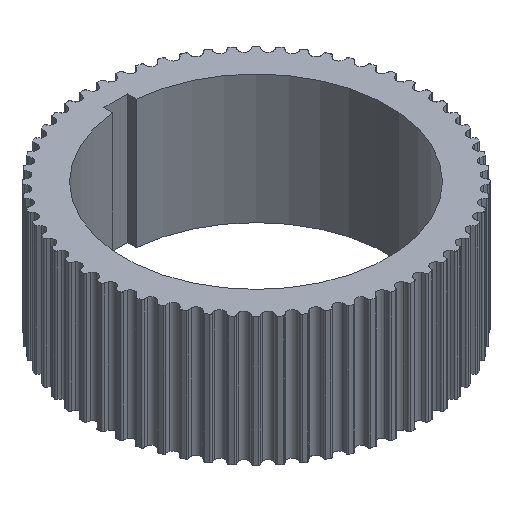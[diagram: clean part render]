
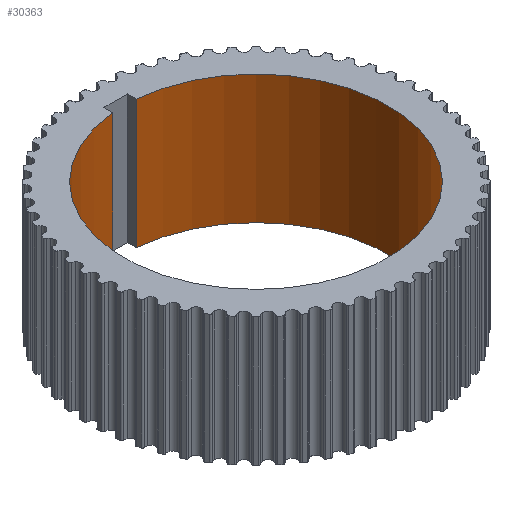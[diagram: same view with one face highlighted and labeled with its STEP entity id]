
A CAD part, isometric view. The second image highlights one B-rep face of the part: STEP entity #30363.
In plain terms, the highlighted cylindrical face has radius 22.55 mm (diameter 45.1 mm), a partial arc.
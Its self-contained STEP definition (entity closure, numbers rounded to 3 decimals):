
#73 = PLANE('',#74);
#74 = AXIS2_PLACEMENT_3D('',#75,#76,#77);
#75 = CARTESIAN_POINT('',(0.,0.,22.));
#76 = DIRECTION('',(0.,0.,1.));
#77 = DIRECTION('',(1.,0.,0.));
#128 = PLANE('',#129);
#129 = AXIS2_PLACEMENT_3D('',#130,#131,#132);
#130 = CARTESIAN_POINT('',(0.,0.,0.));
#131 = DIRECTION('',(0.,0.,1.));
#132 = DIRECTION('',(1.,0.,0.));
#11308 = EDGE_CURVE('',#11309,#11311,#11313,.T.);
#11309 = VERTEX_POINT('',#11310);
#11310 = CARTESIAN_POINT('',(-2.,22.461,0.));
#11311 = VERTEX_POINT('',#11312);
#11312 = CARTESIAN_POINT('',(2.,22.461,0.));
#11313 = SURFACE_CURVE('',#11314,(#11319,#11326),.PCURVE_S1.);
#11314 = CIRCLE('',#11315,22.55);
#11315 = AXIS2_PLACEMENT_3D('',#11316,#11317,#11318);
#11316 = CARTESIAN_POINT('',(0.,0.,0.));
#11317 = DIRECTION('',(0.,0.,1.));
#11318 = DIRECTION('',(1.,0.,-0.));
#11319 = PCURVE('',#128,#11320);
#11320 = DEFINITIONAL_REPRESENTATION('',(#11321),#11325);
#11321 = CIRCLE('',#11322,22.55);
#11322 = AXIS2_PLACEMENT_2D('',#11323,#11324);
#11323 = CARTESIAN_POINT('',(0.,0.));
#11324 = DIRECTION('',(1.,0.));
#11325 = ( GEOMETRIC_REPRESENTATION_CONTEXT(2) 
PARAMETRIC_REPRESENTATION_CONTEXT() REPRESENTATION_CONTEXT('2D SPACE',''
  ) );
#11326 = PCURVE('',#11327,#11332);
#11327 = CYLINDRICAL_SURFACE('',#11328,22.55);
#11328 = AXIS2_PLACEMENT_3D('',#11329,#11330,#11331);
#11329 = CARTESIAN_POINT('',(0.,0.,27.));
#11330 = DIRECTION('',(0.,0.,1.));
#11331 = DIRECTION('',(1.,0.,-0.));
#11332 = DEFINITIONAL_REPRESENTATION('',(#11333),#11337);
#11333 = LINE('',#11334,#11335);
#11334 = CARTESIAN_POINT('',(0.,-27.));
#11335 = VECTOR('',#11336,1.);
#11336 = DIRECTION('',(1.,0.));
#11337 = ( GEOMETRIC_REPRESENTATION_CONTEXT(2) 
PARAMETRIC_REPRESENTATION_CONTEXT() REPRESENTATION_CONTEXT('2D SPACE',''
  ) );
#11355 = PLANE('',#11356);
#11356 = AXIS2_PLACEMENT_3D('',#11357,#11358,#11359);
#11357 = CARTESIAN_POINT('',(-2.,22.461,27.));
#11358 = DIRECTION('',(1.,0.,0.));
#11359 = DIRECTION('',(-0.,1.,0.));
#11409 = PLANE('',#11410);
#11410 = AXIS2_PLACEMENT_3D('',#11411,#11412,#11413);
#11411 = CARTESIAN_POINT('',(2.,24.,27.));
#11412 = DIRECTION('',(-1.,0.,0.));
#11413 = DIRECTION('',(0.,-1.,0.));
#20652 = EDGE_CURVE('',#20653,#20655,#20657,.T.);
#20653 = VERTEX_POINT('',#20654);
#20654 = CARTESIAN_POINT('',(-2.,22.461,22.));
#20655 = VERTEX_POINT('',#20656);
#20656 = CARTESIAN_POINT('',(2.,22.461,22.));
#20657 = SURFACE_CURVE('',#20658,(#20663,#20670),.PCURVE_S1.);
#20658 = CIRCLE('',#20659,22.55);
#20659 = AXIS2_PLACEMENT_3D('',#20660,#20661,#20662);
#20660 = CARTESIAN_POINT('',(0.,0.,22.));
#20661 = DIRECTION('',(0.,0.,1.));
#20662 = DIRECTION('',(1.,0.,-0.));
#20663 = PCURVE('',#73,#20664);
#20664 = DEFINITIONAL_REPRESENTATION('',(#20665),#20669);
#20665 = CIRCLE('',#20666,22.55);
#20666 = AXIS2_PLACEMENT_2D('',#20667,#20668);
#20667 = CARTESIAN_POINT('',(0.,0.));
#20668 = DIRECTION('',(1.,0.));
#20669 = ( GEOMETRIC_REPRESENTATION_CONTEXT(2) 
PARAMETRIC_REPRESENTATION_CONTEXT() REPRESENTATION_CONTEXT('2D SPACE',''
  ) );
#20670 = PCURVE('',#11327,#20671);
#20671 = DEFINITIONAL_REPRESENTATION('',(#20672),#20676);
#20672 = LINE('',#20673,#20674);
#20673 = CARTESIAN_POINT('',(0.,-5.));
#20674 = VECTOR('',#20675,1.);
#20675 = DIRECTION('',(1.,0.));
#20676 = ( GEOMETRIC_REPRESENTATION_CONTEXT(2) 
PARAMETRIC_REPRESENTATION_CONTEXT() REPRESENTATION_CONTEXT('2D SPACE',''
  ) );
#30363 = ADVANCED_FACE('',(#30364),#11327,.F.);
#30364 = FACE_BOUND('',#30365,.F.);
#30365 = EDGE_LOOP('',(#30366,#30367,#30388,#30389));
#30366 = ORIENTED_EDGE('',*,*,#20652,.F.);
#30367 = ORIENTED_EDGE('',*,*,#30368,.T.);
#30368 = EDGE_CURVE('',#20653,#11309,#30369,.T.);
#30369 = SURFACE_CURVE('',#30370,(#30374,#30381),.PCURVE_S1.);
#30370 = LINE('',#30371,#30372);
#30371 = CARTESIAN_POINT('',(-2.,22.461,27.));
#30372 = VECTOR('',#30373,1.);
#30373 = DIRECTION('',(-0.,-0.,-1.));
#30374 = PCURVE('',#11327,#30375);
#30375 = DEFINITIONAL_REPRESENTATION('',(#30376),#30380);
#30376 = LINE('',#30377,#30378);
#30377 = CARTESIAN_POINT('',(1.66,0.));
#30378 = VECTOR('',#30379,1.);
#30379 = DIRECTION('',(0.,-1.));
#30380 = ( GEOMETRIC_REPRESENTATION_CONTEXT(2) 
PARAMETRIC_REPRESENTATION_CONTEXT() REPRESENTATION_CONTEXT('2D SPACE',''
  ) );
#30381 = PCURVE('',#11355,#30382);
#30382 = DEFINITIONAL_REPRESENTATION('',(#30383),#30387);
#30383 = LINE('',#30384,#30385);
#30384 = CARTESIAN_POINT('',(0.,0.));
#30385 = VECTOR('',#30386,1.);
#30386 = DIRECTION('',(0.,-1.));
#30387 = ( GEOMETRIC_REPRESENTATION_CONTEXT(2) 
PARAMETRIC_REPRESENTATION_CONTEXT() REPRESENTATION_CONTEXT('2D SPACE',''
  ) );
#30388 = ORIENTED_EDGE('',*,*,#11308,.T.);
#30389 = ORIENTED_EDGE('',*,*,#30390,.F.);
#30390 = EDGE_CURVE('',#20655,#11311,#30391,.T.);
#30391 = SURFACE_CURVE('',#30392,(#30396,#30403),.PCURVE_S1.);
#30392 = LINE('',#30393,#30394);
#30393 = CARTESIAN_POINT('',(2.,22.461,27.));
#30394 = VECTOR('',#30395,1.);
#30395 = DIRECTION('',(-0.,-0.,-1.));
#30396 = PCURVE('',#11327,#30397);
#30397 = DEFINITIONAL_REPRESENTATION('',(#30398),#30402);
#30398 = LINE('',#30399,#30400);
#30399 = CARTESIAN_POINT('',(7.765,0.));
#30400 = VECTOR('',#30401,1.);
#30401 = DIRECTION('',(0.,-1.));
#30402 = ( GEOMETRIC_REPRESENTATION_CONTEXT(2) 
PARAMETRIC_REPRESENTATION_CONTEXT() REPRESENTATION_CONTEXT('2D SPACE',''
  ) );
#30403 = PCURVE('',#11409,#30404);
#30404 = DEFINITIONAL_REPRESENTATION('',(#30405),#30409);
#30405 = LINE('',#30406,#30407);
#30406 = CARTESIAN_POINT('',(1.539,0.));
#30407 = VECTOR('',#30408,1.);
#30408 = DIRECTION('',(0.,-1.));
#30409 = ( GEOMETRIC_REPRESENTATION_CONTEXT(2) 
PARAMETRIC_REPRESENTATION_CONTEXT() REPRESENTATION_CONTEXT('2D SPACE',''
  ) );
